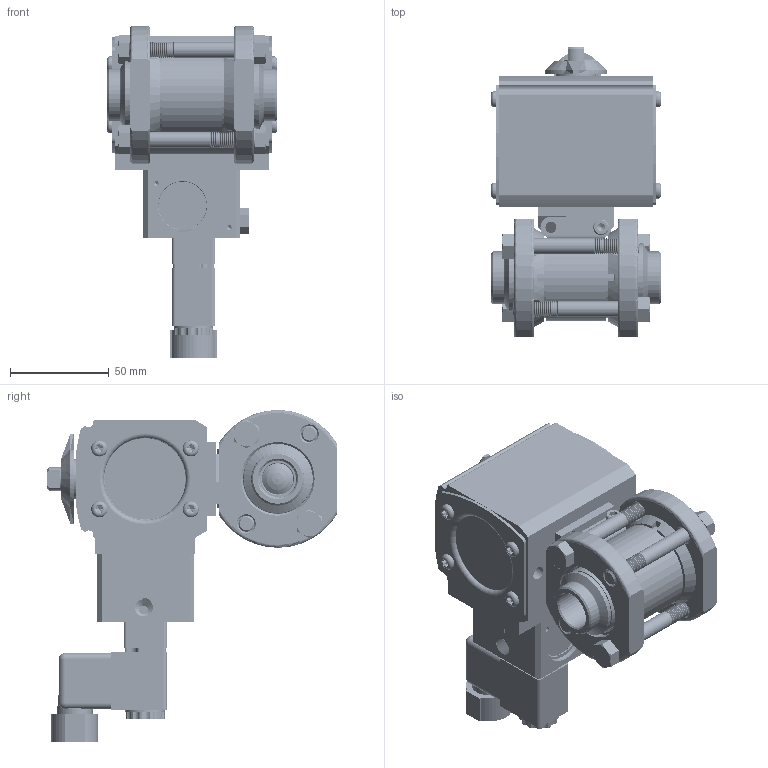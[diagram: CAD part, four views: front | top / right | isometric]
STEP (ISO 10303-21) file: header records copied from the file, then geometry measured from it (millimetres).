
FILE_DESCRIPTION (( 'STEP AP203' ), '1' );
FILE_NAME ('26XXTSWSA512D4GPDC.step', '2018-09-05T12:12:31', ( '' ), ( '' ), 'SwSTEP 2.0', 'SolidWorks 2018', '' );
FILE_SCHEMA (( 'CONFIG_CONTROL_DESIGN' ));
Products named in the file (1): 26XXTSWSA512D4GPDC
Bounding box: 86.49 x 146.65 x 168.33 mm (x, y, z)
Volume: 475745.5 mm3; surface area: 180628.8 mm2
Topology: 50 solids, 50 shells, 3986 faces, 10371 edges, 6443 vertices
Faces by surface type: cylinder 1773, cone 1199, plane 655, torus 189, bspline 164, sphere 6
Entity records: 182858 total; most frequent: CARTESIAN_POINT 88503, ORIENTED_EDGE 20398, DIRECTION 19891, EDGE_CURVE 10199, AXIS2_PLACEMENT_3D 8024, VERTEX_POINT 6439, EDGE_LOOP 4256, CIRCLE 4201
